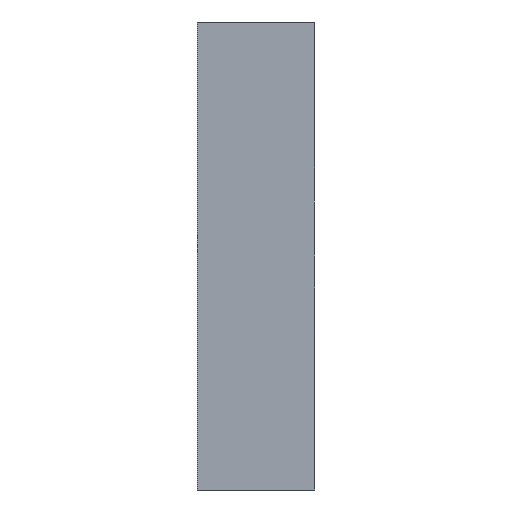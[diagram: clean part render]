
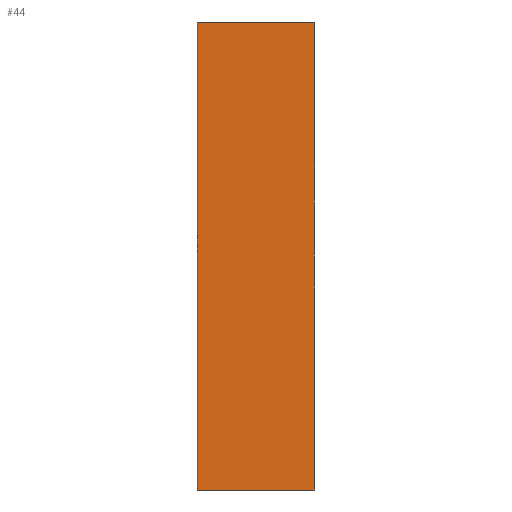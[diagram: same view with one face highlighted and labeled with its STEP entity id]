
A CAD part, left-side view. The second image highlights one B-rep face of the part: STEP entity #44.
In plain terms, the highlighted planar face has unit normal (-1, 0, 0).
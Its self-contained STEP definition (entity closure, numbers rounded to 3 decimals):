
#7 = DIRECTION ( 'NONE',  ( 1., 0., 0. ) ) ;
#12 = DIRECTION ( 'NONE',  ( 0., 0., -1. ) ) ;
#19 = EDGE_CURVE ( 'NONE', #257, #435, #525, .T. ) ;
#28 = CARTESIAN_POINT ( 'NONE',  ( -45.5, 1.5, -3. ) ) ;
#29 = DIRECTION ( 'NONE',  ( 0., -1., 0. ) ) ;
#34 = CARTESIAN_POINT ( 'NONE',  ( -45.5, 0., -3. ) ) ;
#39 = ORIENTED_EDGE ( 'NONE', *, *, #424, .F. ) ;
#40 = CARTESIAN_POINT ( 'NONE',  ( -45.5, 1.5, 3. ) ) ;
#44 = ADVANCED_FACE ( 'NONE', ( #428 ), #343, .F. ) ;
#66 = VECTOR ( 'NONE', #122, 1000. ) ;
#75 = AXIS2_PLACEMENT_3D ( 'NONE', #402, #7, #12 ) ;
#105 = VECTOR ( 'NONE', #472, 1000. ) ;
#122 = DIRECTION ( 'NONE',  ( 0., 0., 1. ) ) ;
#146 = VERTEX_POINT ( 'NONE', #359 ) ;
#169 = ORIENTED_EDGE ( 'NONE', *, *, #292, .T. ) ;
#174 = CARTESIAN_POINT ( 'NONE',  ( -45.5, 0., 3. ) ) ;
#176 = VECTOR ( 'NONE', #238, 1000. ) ;
#194 = VERTEX_POINT ( 'NONE', #174 ) ;
#238 = DIRECTION ( 'NONE',  ( 0., 0., 1. ) ) ;
#257 = VERTEX_POINT ( 'NONE', #544 ) ;
#282 = VECTOR ( 'NONE', #29, 1000. ) ;
#292 = EDGE_CURVE ( 'NONE', #435, #194, #327, .T. ) ;
#294 = ORIENTED_EDGE ( 'NONE', *, *, #447, .F. ) ;
#327 = LINE ( 'NONE', #330, #176 ) ;
#330 = CARTESIAN_POINT ( 'NONE',  ( -45.5, 0., -3. ) ) ;
#343 = PLANE ( 'NONE',  #75 ) ;
#359 = CARTESIAN_POINT ( 'NONE',  ( -45.5, 1.5, 3. ) ) ;
#402 = CARTESIAN_POINT ( 'NONE',  ( -45.5, 1.5, -3. ) ) ;
#410 = ORIENTED_EDGE ( 'NONE', *, *, #19, .T. ) ;
#424 = EDGE_CURVE ( 'NONE', #146, #194, #439, .T. ) ;
#428 = FACE_OUTER_BOUND ( 'NONE', #545, .T. ) ;
#435 = VERTEX_POINT ( 'NONE', #34 ) ;
#437 = CARTESIAN_POINT ( 'NONE',  ( -45.5, 1.5, -3. ) ) ;
#439 = LINE ( 'NONE', #40, #105 ) ;
#447 = EDGE_CURVE ( 'NONE', #257, #146, #558, .T. ) ;
#472 = DIRECTION ( 'NONE',  ( 0., -1., 0. ) ) ;
#525 = LINE ( 'NONE', #437, #282 ) ;
#544 = CARTESIAN_POINT ( 'NONE',  ( -45.5, 1.5, -3. ) ) ;
#545 = EDGE_LOOP ( 'NONE', ( #169, #39, #294, #410 ) ) ;
#558 = LINE ( 'NONE', #28, #66 ) ;
